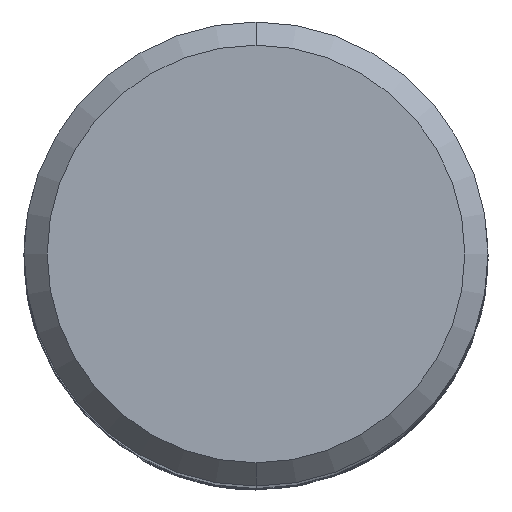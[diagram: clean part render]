
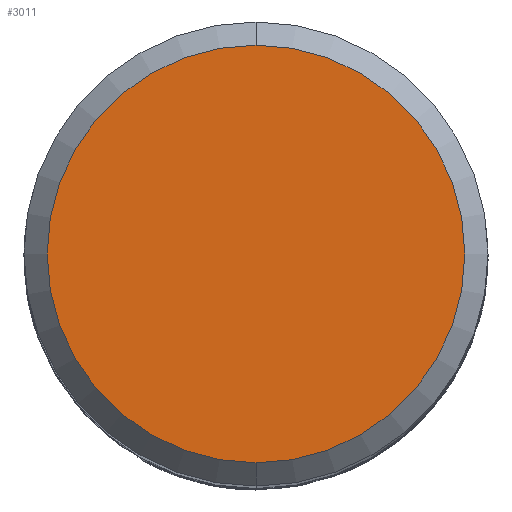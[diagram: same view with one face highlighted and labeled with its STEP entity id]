
A CAD part, top view. The second image highlights one B-rep face of the part: STEP entity #3011.
In plain terms, the highlighted planar face has unit normal (0, 0, 1).
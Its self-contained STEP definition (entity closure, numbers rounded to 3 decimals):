
#1831=VERTEX_POINT('',#4373);
#1957=EDGE_CURVE('',#1831,#3567,#4510,.T.);
#2749=EDGE_CURVE('',#3567,#1831,#5381,.T.);
#3011=ADVANCED_FACE('',(#5667),#5668,.T.);
#3567=VERTEX_POINT('',#6264);
#4373=CARTESIAN_POINT('',(0.,-9.0,0.0));
#4510=CIRCLE('',#13495,9.0);
#5381=CIRCLE('',#20092,9.0);
#5667=FACE_OUTER_BOUND('',#23621,.T.);
#5668=PLANE('',#23622);
#6264=CARTESIAN_POINT('',(0.0,9.0,0.0));
#13495=AXIS2_PLACEMENT_3D('',#32568,#32569,#32570);
#20092=AXIS2_PLACEMENT_3D('',#33639,#33640,#33641);
#23621=EDGE_LOOP('',(#33906,#33907));
#23622=AXIS2_PLACEMENT_3D('',#33908,#33909,#33910);
#32568=CARTESIAN_POINT('',(0.0,0.0,0.0));
#32569=DIRECTION('',(0.0,0.0,-1.0));
#32570=DIRECTION('',(0.0,1.0,0.0));
#33639=CARTESIAN_POINT('',(0.0,0.0,0.0));
#33640=DIRECTION('',(0.0,0.0,-1.0));
#33641=DIRECTION('',(0.0,1.0,0.0));
#33906=ORIENTED_EDGE('',*,*,#2749,.F.);
#33907=ORIENTED_EDGE('',*,*,#1957,.F.);
#33908=CARTESIAN_POINT('',(0.0,4.5,0.0));
#33909=DIRECTION('',(-0.0,0.0,1.0));
#33910=DIRECTION('',(0.0,-1.0,0.0));
